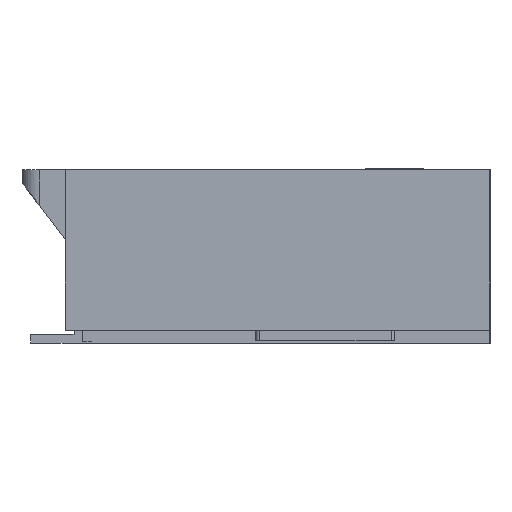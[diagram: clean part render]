
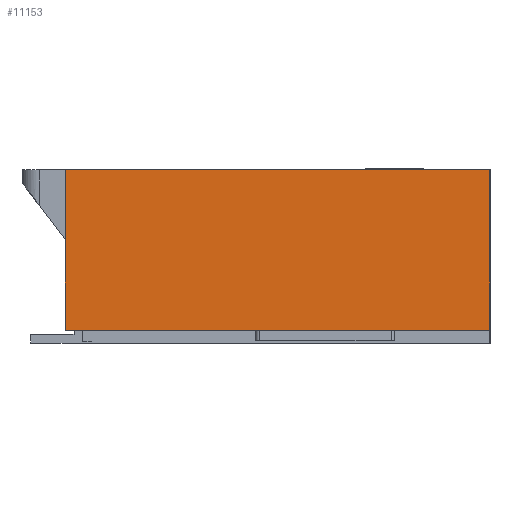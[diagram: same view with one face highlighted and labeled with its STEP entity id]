
A CAD part, left-side view. The second image highlights one B-rep face of the part: STEP entity #11153.
In plain terms, the highlighted planar face has unit normal (-1, 0, 0).
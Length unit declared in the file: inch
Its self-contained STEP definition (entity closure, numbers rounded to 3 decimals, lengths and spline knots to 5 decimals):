
#356 = CARTESIAN_POINT ( 'NONE',  ( -0.30512, -0.13878, 0.07874 ) ) ;
#2459 = DIRECTION ( 'NONE',  ( 0., 1., 0. ) ) ;
#2536 = CARTESIAN_POINT ( 'NONE',  ( -0.30512, 0.05413, 0.00591 ) ) ;
#3041 = VECTOR ( 'NONE', #29218, 39.37008 ) ;
#4751 = DIRECTION ( 'NONE',  ( 0., 1., 0. ) ) ;
#5912 = VERTEX_POINT ( 'NONE', #23616 ) ;
#7191 = PLANE ( 'NONE',  #7866 ) ;
#7332 = VECTOR ( 'NONE', #2459, 39.37008 ) ;
#7459 = EDGE_CURVE ( 'NONE', #14520, #5912, #30331, .T. ) ;
#7543 = CARTESIAN_POINT ( 'NONE',  ( -0.30512, 0.06397, 0. ) ) ;
#7866 = AXIS2_PLACEMENT_3D ( 'NONE', #7543, #12288, #4751 ) ;
#8388 = VERTEX_POINT ( 'NONE', #24208 ) ;
#8448 = CARTESIAN_POINT ( 'NONE',  ( -0.30512, -0.13878, 0.00591 ) ) ;
#9237 = ORIENTED_EDGE ( 'NONE', *, *, #11722, .T. ) ;
#9826 = EDGE_CURVE ( 'NONE', #21302, #14520, #15806, .T. ) ;
#10138 = CARTESIAN_POINT ( 'NONE',  ( -0.30512, 0.05413, 0.00591 ) ) ;
#11153 = ADVANCED_FACE ( 'NONE', ( #24853 ), #7191, .F. ) ;
#11722 = EDGE_CURVE ( 'NONE', #5912, #8388, #26542, .T. ) ;
#12288 = DIRECTION ( 'NONE',  ( 1., 0., 0. ) ) ;
#13176 = LINE ( 'NONE', #23805, #3041 ) ;
#13773 = DIRECTION ( 'NONE',  ( 0., 0., 1. ) ) ;
#14520 = VERTEX_POINT ( 'NONE', #8448 ) ;
#15806 = LINE ( 'NONE', #2536, #25742 ) ;
#19404 = VECTOR ( 'NONE', #13773, 39.37008 ) ;
#19877 = CARTESIAN_POINT ( 'NONE',  ( -0.30512, -0.13878, 0. ) ) ;
#21143 = ORIENTED_EDGE ( 'NONE', *, *, #9826, .T. ) ;
#21302 = VERTEX_POINT ( 'NONE', #10138 ) ;
#21536 = EDGE_LOOP ( 'NONE', ( #21143, #30683, #9237, #34392 ) ) ;
#23616 = CARTESIAN_POINT ( 'NONE',  ( -0.30512, -0.13878, 0.07874 ) ) ;
#23805 = CARTESIAN_POINT ( 'NONE',  ( -0.30512, 0.05413, 0. ) ) ;
#24208 = CARTESIAN_POINT ( 'NONE',  ( -0.30512, 0.05413, 0.07874 ) ) ;
#24343 = EDGE_CURVE ( 'NONE', #8388, #21302, #13176, .T. ) ;
#24853 = FACE_OUTER_BOUND ( 'NONE', #21536, .T. ) ;
#25742 = VECTOR ( 'NONE', #30251, 39.37008 ) ;
#26542 = LINE ( 'NONE', #356, #7332 ) ;
#29218 = DIRECTION ( 'NONE',  ( 0., 0., -1. ) ) ;
#30251 = DIRECTION ( 'NONE',  ( 0., -1., 0. ) ) ;
#30331 = LINE ( 'NONE', #19877, #19404 ) ;
#30683 = ORIENTED_EDGE ( 'NONE', *, *, #7459, .T. ) ;
#34392 = ORIENTED_EDGE ( 'NONE', *, *, #24343, .T. ) ;
